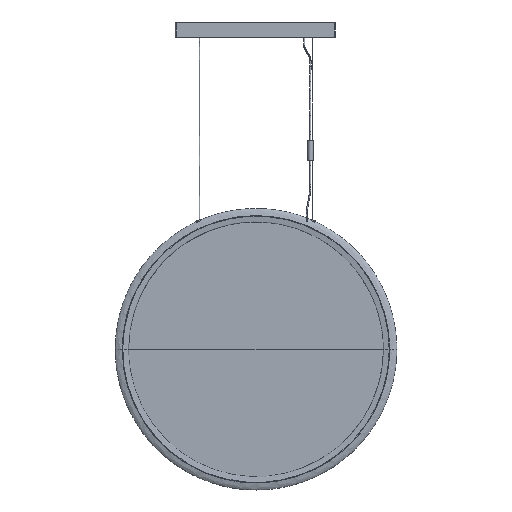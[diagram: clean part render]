
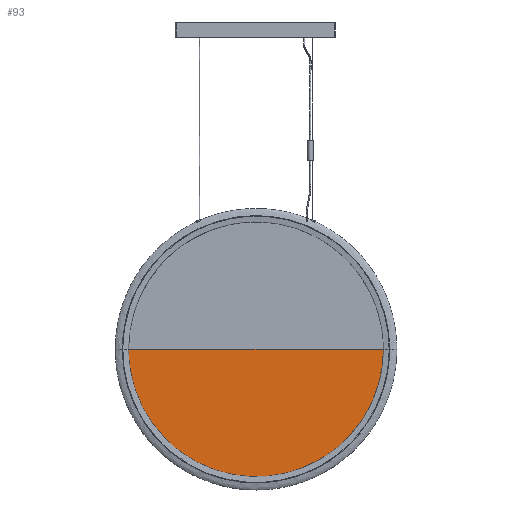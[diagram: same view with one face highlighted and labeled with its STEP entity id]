
A CAD part, front view. The second image highlights one B-rep face of the part: STEP entity #93.
In plain terms, the highlighted planar face has unit normal (0, -1, 0).
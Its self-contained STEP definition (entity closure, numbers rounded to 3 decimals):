
#93=ADVANCED_FACE('',(#325),#3528,.T.);
#325=FACE_OUTER_BOUND('',#560,.T.);
#560=EDGE_LOOP('',(#915,#916,#917));
#915=ORIENTED_EDGE('',*,*,#1928,.F.);
#916=ORIENTED_EDGE('',*,*,#1927,.F.);
#917=ORIENTED_EDGE('',*,*,#1935,.F.);
#1927=EDGE_CURVE('',#3017,#3018,#2922,.T.);
#1928=EDGE_CURVE('',#3018,#3016,#2923,.T.);
#1935=EDGE_CURVE('',#3016,#3017,#2470,.T.);
#2470=(
BOUNDED_CURVE()
B_SPLINE_CURVE(2,(#4338,#4339,#4340,#4341,#4342),.UNSPECIFIED.,.F.,.F.)
B_SPLINE_CURVE_WITH_KNOTS((3,2,3),(0.,666.,1332.),
 .UNSPECIFIED.)
CURVE()
GEOMETRIC_REPRESENTATION_ITEM()
RATIONAL_B_SPLINE_CURVE((1.,0.707,1.,0.707,1.))
REPRESENTATION_ITEM('')
);
#2922=B_SPLINE_CURVE_WITH_KNOTS('',1,(#4316,#4317),.UNSPECIFIED.,.F.,.F.,
(2,2),(337.,670.),.UNSPECIFIED.);
#2923=B_SPLINE_CURVE_WITH_KNOTS('',1,(#4318,#4319),.UNSPECIFIED.,.F.,.F.,
(2,2),(-670.,-337.),.UNSPECIFIED.);
#3016=VERTEX_POINT('',#4310);
#3017=VERTEX_POINT('',#4311);
#3018=VERTEX_POINT('',#4312);
#3528=PLANE('',#3573);
#3573=AXIS2_PLACEMENT_3D('',#4298,#3603,$);
#3603=DIRECTION('',(0.,-1.,0.));
#4298=CARTESIAN_POINT('',(333.,-1.,-333.));
#4310=CARTESIAN_POINT('',(333.,-1.,0.));
#4311=CARTESIAN_POINT('',(-333.,-1.,0.));
#4312=CARTESIAN_POINT('',(0.,-1.,0.));
#4316=CARTESIAN_POINT('',(-333.,-1.,0.));
#4317=CARTESIAN_POINT('',(0.,-1.,0.));
#4318=CARTESIAN_POINT('',(0.,-1.,0.));
#4319=CARTESIAN_POINT('',(333.,-1.,0.));
#4338=CARTESIAN_POINT('',(333.,-1.,0.));
#4339=CARTESIAN_POINT('',(333.,-1.,-333.));
#4340=CARTESIAN_POINT('',(0.,-1.,-333.));
#4341=CARTESIAN_POINT('',(-333.,-1.,-333.));
#4342=CARTESIAN_POINT('',(-333.,-1.,0.));
